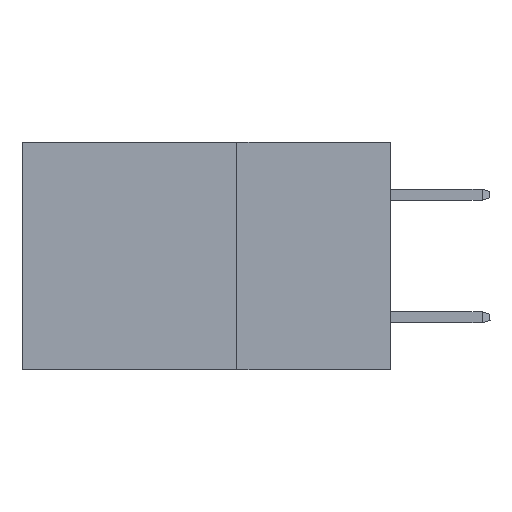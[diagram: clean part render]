
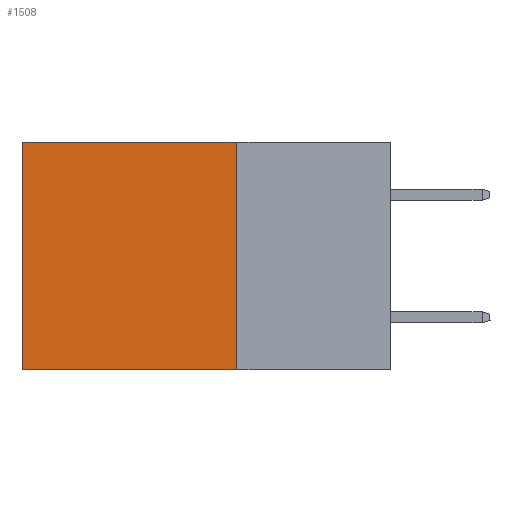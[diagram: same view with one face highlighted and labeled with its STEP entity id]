
A CAD part, left-side view. The second image highlights one B-rep face of the part: STEP entity #1508.
In plain terms, the highlighted planar face has unit normal (-1, 0, 0).
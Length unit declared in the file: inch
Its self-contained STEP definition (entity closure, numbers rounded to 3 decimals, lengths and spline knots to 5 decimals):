
#1191 = LINE ( 'NONE', #32731, #24008 ) ;
#1277 = PLANE ( 'NONE',  #21679 ) ;
#1339 = CARTESIAN_POINT ( 'NONE',  ( 0.2875, 0.6, 0. ) ) ;
#1508 = ADVANCED_FACE ( 'NONE', ( #32622 ), #1277, .F. ) ;
#1689 = DIRECTION ( 'NONE',  ( 0., 0., -1. ) ) ;
#5161 = ORIENTED_EDGE ( 'NONE', *, *, #30146, .F. ) ;
#6036 = EDGE_CURVE ( 'NONE', #29500, #25198, #26289, .T. ) ;
#10841 = DIRECTION ( 'NONE',  ( 0., 1., 0. ) ) ;
#12448 = LINE ( 'NONE', #15788, #28399 ) ;
#15215 = CARTESIAN_POINT ( 'NONE',  ( 0.2875, 0.25, -0.37 ) ) ;
#15788 = CARTESIAN_POINT ( 'NONE',  ( 0.2875, 0.25, 0. ) ) ;
#16745 = CARTESIAN_POINT ( 'NONE',  ( 0.2875, 0.25, 0. ) ) ;
#21129 = EDGE_CURVE ( 'NONE', #25198, #30775, #40101, .T. ) ;
#21310 = VERTEX_POINT ( 'NONE', #15215 ) ;
#21679 = AXIS2_PLACEMENT_3D ( 'NONE', #16745, #29914, #1689 ) ;
#23576 = CARTESIAN_POINT ( 'NONE',  ( 0.2875, 0.25, 0. ) ) ;
#24008 = VECTOR ( 'NONE', #26667, 39.37008 ) ;
#25198 = VERTEX_POINT ( 'NONE', #1339 ) ;
#25967 = EDGE_LOOP ( 'NONE', ( #38468, #37686, #5161, #27796 ) ) ;
#26289 = LINE ( 'NONE', #23576, #28430 ) ;
#26667 = DIRECTION ( 'NONE',  ( 0., 1., 0. ) ) ;
#27201 = VECTOR ( 'NONE', #36336, 39.37008 ) ;
#27796 = ORIENTED_EDGE ( 'NONE', *, *, #6036, .T. ) ;
#28399 = VECTOR ( 'NONE', #37929, 39.37008 ) ;
#28430 = VECTOR ( 'NONE', #10841, 39.37008 ) ;
#29500 = VERTEX_POINT ( 'NONE', #33640 ) ;
#29914 = DIRECTION ( 'NONE',  ( 1., 0., 0. ) ) ;
#30146 = EDGE_CURVE ( 'NONE', #29500, #21310, #12448, .T. ) ;
#30775 = VERTEX_POINT ( 'NONE', #36987 ) ;
#32622 = FACE_OUTER_BOUND ( 'NONE', #25967, .T. ) ;
#32731 = CARTESIAN_POINT ( 'NONE',  ( 0.2875, 0.25, -0.37 ) ) ;
#33640 = CARTESIAN_POINT ( 'NONE',  ( 0.2875, 0.25, 0. ) ) ;
#36336 = DIRECTION ( 'NONE',  ( 0., 0., -1. ) ) ;
#36987 = CARTESIAN_POINT ( 'NONE',  ( 0.2875, 0.6, -0.37 ) ) ;
#37686 = ORIENTED_EDGE ( 'NONE', *, *, #39188, .F. ) ;
#37929 = DIRECTION ( 'NONE',  ( 0., 0., -1. ) ) ;
#38468 = ORIENTED_EDGE ( 'NONE', *, *, #21129, .T. ) ;
#39188 = EDGE_CURVE ( 'NONE', #21310, #30775, #1191, .T. ) ;
#39482 = CARTESIAN_POINT ( 'NONE',  ( 0.2875, 0.6, 0. ) ) ;
#40101 = LINE ( 'NONE', #39482, #27201 ) ;
